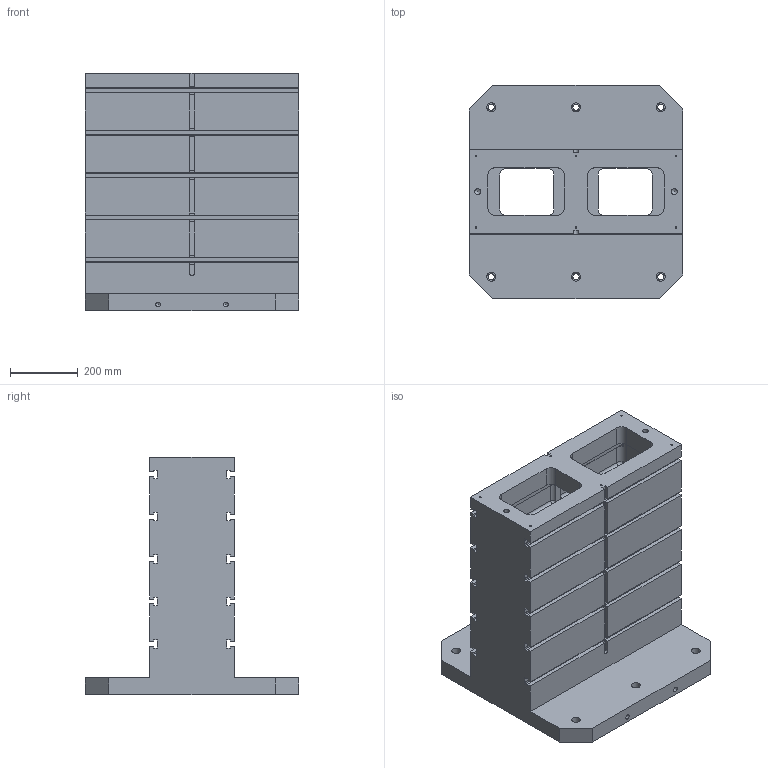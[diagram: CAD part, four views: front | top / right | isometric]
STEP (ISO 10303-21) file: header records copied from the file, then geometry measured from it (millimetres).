
FILE_DESCRIPTION( ( 'Unknown' ), '1' );
FILE_NAME( 'BP12-630630-0700-14.stp', 'Unknown', ( 'S.C.H' ), ( 'Unknown' ), 'XStep 1.0', 'Unknown', ' ' );
FILE_SCHEMA( ( 'CONFIG_CONTROL_DESIGN' ) );
Length unit declared in the file: millimetre
Products named in the file (1): 1
Bounding box: 630 x 630 x 700 mm (x, y, z)
Volume: 60767928.2 mm3; surface area: 3510110.7 mm2
Topology: 1 solids, 1 shells, 460 faces, 1284 edges, 800 vertices
Faces by surface type: plane 238, cylinder 123, torus 56, sphere 32, cone 11
Full cylindrical faces by diameter (mm): 5 x6, 14 x3, 17.5 x2, 18 x6, 26 x6
Entity records: 15394 total; most frequent: CARTESIAN_POINT 3818, ORIENTED_EDGE 2392, DIRECTION 2376, EDGE_CURVE 1196, LINE 818, VECTOR 818, VERTEX_POINT 789, AXIS2_PLACEMENT_3D 779
